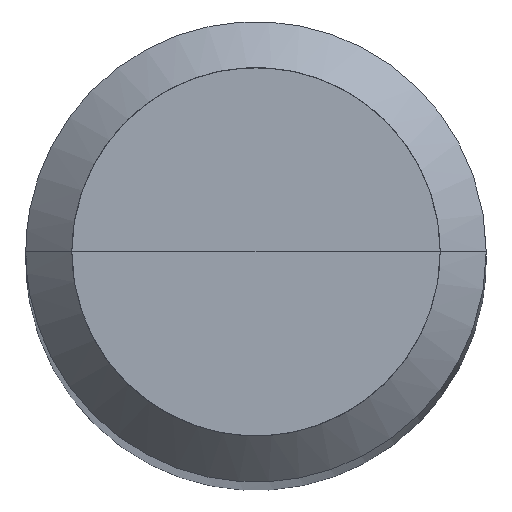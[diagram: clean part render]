
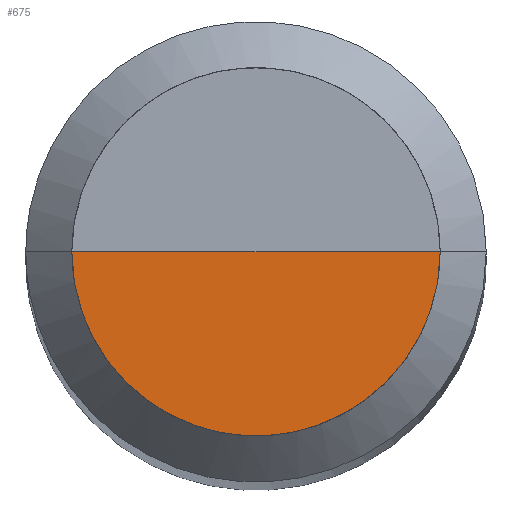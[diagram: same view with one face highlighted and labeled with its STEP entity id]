
A CAD part, top view. The second image highlights one B-rep face of the part: STEP entity #675.
In plain terms, the highlighted free-form (B-spline) face has degree [1, 2] with [2, 5] control points.
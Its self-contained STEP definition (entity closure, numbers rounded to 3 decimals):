
#321=CARTESIAN_POINT('',(2.4,0.0,62.468));
#325=CARTESIAN_POINT('',(-2.4,0.0,62.468));
#326=CARTESIAN_POINT('',(0.0,0.0,62.468));
#336=CARTESIAN_POINT('',(-2.4,-2.4,62.468));
#337=CARTESIAN_POINT('',(0.0,-2.4,62.468));
#338=CARTESIAN_POINT('',(2.4,-2.4,62.468));
#660=(
BOUNDED_SURFACE()
B_SPLINE_SURFACE(1,2,(
(#325,#336,#337,#338,#321),
(#326,#326,#326,#326,#326)
), .UNSPECIFIED.,.F.,.F.,.F.)
B_SPLINE_SURFACE_WITH_KNOTS((2,2),(3,2,3),(
0.0,1.0),(
0.0,0.5,1.0), .UNSPECIFIED.)
GEOMETRIC_REPRESENTATION_ITEM()
RATIONAL_B_SPLINE_SURFACE(((1.0,0.707,1.0,0.707,1.0),
(1.0,0.707,1.0,0.707,1.0)
))
REPRESENTATION_ITEM('')
SURFACE()
);
#661=(
BOUNDED_CURVE()
B_SPLINE_CURVE(1,(#326,#321),.UNSPECIFIED.,.F.,.F.)
B_SPLINE_CURVE_WITH_KNOTS((2,2),
(0.0,1.0),.UNSPECIFIED.)
CURVE()
GEOMETRIC_REPRESENTATION_ITEM()
RATIONAL_B_SPLINE_CURVE((1.0,1.0))
REPRESENTATION_ITEM('')
);
#662=(
BOUNDED_CURVE()
B_SPLINE_CURVE(2,(#321,#338,#337,#336,#325),.UNSPECIFIED.,.F.,.F.)
B_SPLINE_CURVE_WITH_KNOTS((3,2,3),
(0.0,0.5,1.0),.UNSPECIFIED.)
CURVE()
GEOMETRIC_REPRESENTATION_ITEM()
RATIONAL_B_SPLINE_CURVE((1.0,0.707,1.0,0.707,1.0))
REPRESENTATION_ITEM('')
);
#663=(
BOUNDED_CURVE()
B_SPLINE_CURVE(1,(#325,#326),.UNSPECIFIED.,.F.,.F.)
B_SPLINE_CURVE_WITH_KNOTS((2,2),
(0.0,1.0),.UNSPECIFIED.)
CURVE()
GEOMETRIC_REPRESENTATION_ITEM()
RATIONAL_B_SPLINE_CURVE((1.0,1.0))
REPRESENTATION_ITEM('')
);
#664=VERTEX_POINT('',#321);
#665=VERTEX_POINT('',#325);
#666=VERTEX_POINT('',#326);
#667=EDGE_CURVE('',#666,#664,#661,.T.);
#668=EDGE_CURVE('',#664,#665,#662,.T.);
#669=EDGE_CURVE('',#665,#666,#663,.T.);
#670=ORIENTED_EDGE('',*,*,#667,.T.);
#671=ORIENTED_EDGE('',*,*,#668,.T.);
#672=ORIENTED_EDGE('',*,*,#669,.T.);
#673=EDGE_LOOP('',(#670,#671,#672));
#674=FACE_OUTER_BOUND('',#673,.T.);
#675=ADVANCED_FACE('',(#674),#660,.T.);
